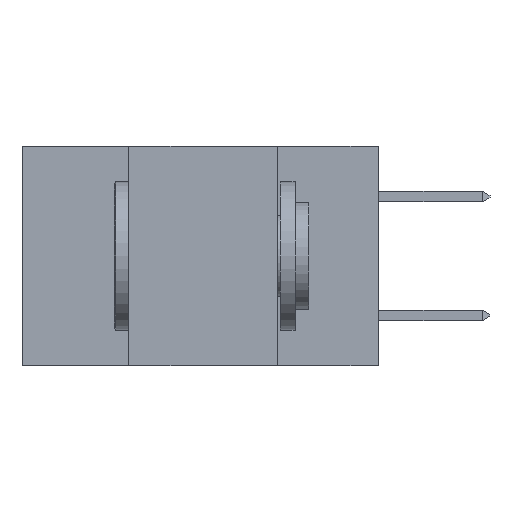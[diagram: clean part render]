
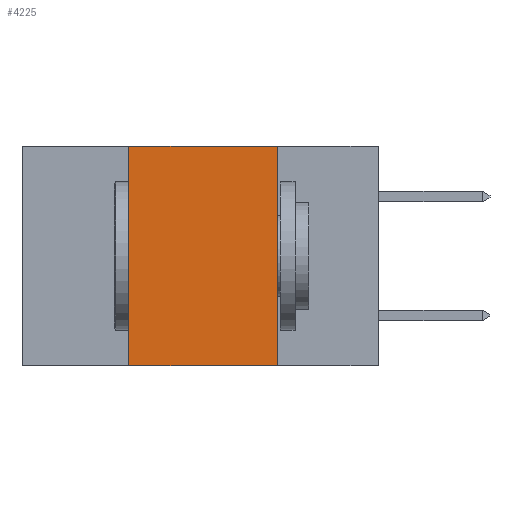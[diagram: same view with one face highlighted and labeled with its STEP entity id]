
A CAD part, left-side view. The second image highlights one B-rep face of the part: STEP entity #4225.
In plain terms, the highlighted planar face has unit normal (-1, 0, 0).
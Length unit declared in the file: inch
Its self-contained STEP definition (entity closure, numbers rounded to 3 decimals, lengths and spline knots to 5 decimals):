
#916 = ORIENTED_EDGE ( 'NONE', *, *, #3962, .T. ) ;
#1039 = AXIS2_PLACEMENT_3D ( 'NONE', #7536, #7116, #14358 ) ;
#2228 = CARTESIAN_POINT ( 'NONE',  ( 0., 0.42, -0.37 ) ) ;
#2556 = LINE ( 'NONE', #9760, #11565 ) ;
#2581 = VECTOR ( 'NONE', #9777, 39.37008 ) ;
#2584 = ORIENTED_EDGE ( 'NONE', *, *, #12104, .F. ) ;
#2962 = LINE ( 'NONE', #8223, #2581 ) ;
#3042 = CARTESIAN_POINT ( 'NONE',  ( 0., 0.6, 0. ) ) ;
#3051 = EDGE_CURVE ( 'NONE', #3467, #5005, #2962, .T. ) ;
#3467 = VERTEX_POINT ( 'NONE', #15056 ) ;
#3962 = EDGE_CURVE ( 'NONE', #10510, #5005, #2556, .T. ) ;
#4183 = VECTOR ( 'NONE', #13043, 39.37008 ) ;
#4225 = ADVANCED_FACE ( 'NONE', ( #7861 ), #10264, .F. ) ;
#4258 = ORIENTED_EDGE ( 'NONE', *, *, #3051, .F. ) ;
#5005 = VERTEX_POINT ( 'NONE', #6412 ) ;
#5038 = EDGE_CURVE ( 'NONE', #10510, #13506, #13486, .T. ) ;
#6412 = CARTESIAN_POINT ( 'NONE',  ( 0., 0.17, -0.37 ) ) ;
#7116 = DIRECTION ( 'NONE',  ( 1., 0., 0. ) ) ;
#7439 = ORIENTED_EDGE ( 'NONE', *, *, #5038, .F. ) ;
#7536 = CARTESIAN_POINT ( 'NONE',  ( 0., 0.6, 0. ) ) ;
#7824 = CARTESIAN_POINT ( 'NONE',  ( 0., 0.42, 0. ) ) ;
#7861 = FACE_OUTER_BOUND ( 'NONE', #12883, .T. ) ;
#8223 = CARTESIAN_POINT ( 'NONE',  ( 0., 0.17, 0. ) ) ;
#9711 = DIRECTION ( 'NONE',  ( 0., -1., 0. ) ) ;
#9760 = CARTESIAN_POINT ( 'NONE',  ( 0., 0.6, -0.37 ) ) ;
#9777 = DIRECTION ( 'NONE',  ( 0., 0., -1. ) ) ;
#10103 = VECTOR ( 'NONE', #10114, 39.37008 ) ;
#10114 = DIRECTION ( 'NONE',  ( 0., -1., 0. ) ) ;
#10264 = PLANE ( 'NONE',  #1039 ) ;
#10510 = VERTEX_POINT ( 'NONE', #2228 ) ;
#11565 = VECTOR ( 'NONE', #9711, 39.37008 ) ;
#12103 = LINE ( 'NONE', #3042, #10103 ) ;
#12104 = EDGE_CURVE ( 'NONE', #13506, #3467, #12103, .T. ) ;
#12883 = EDGE_LOOP ( 'NONE', ( #4258, #2584, #7439, #916 ) ) ;
#13043 = DIRECTION ( 'NONE',  ( 0., 0., 1. ) ) ;
#13391 = CARTESIAN_POINT ( 'NONE',  ( 0., 0.42, 0. ) ) ;
#13486 = LINE ( 'NONE', #13391, #4183 ) ;
#13506 = VERTEX_POINT ( 'NONE', #7824 ) ;
#14358 = DIRECTION ( 'NONE',  ( 0., 0., -1. ) ) ;
#15056 = CARTESIAN_POINT ( 'NONE',  ( 0., 0.17, 0. ) ) ;
